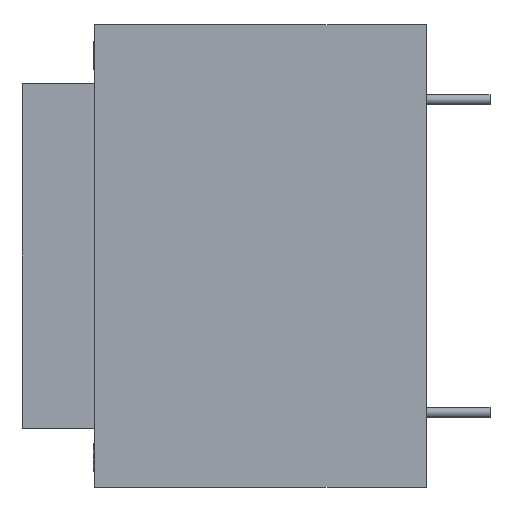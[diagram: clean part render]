
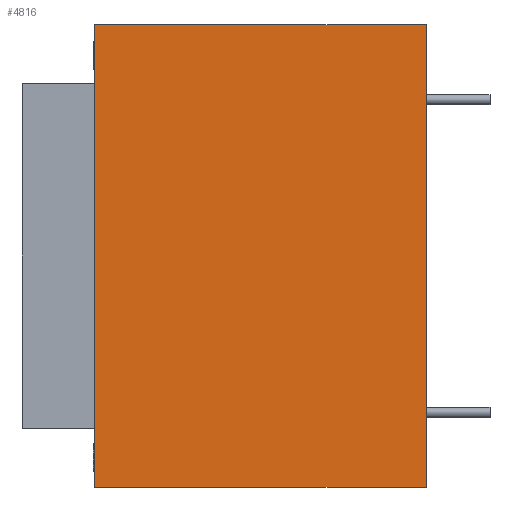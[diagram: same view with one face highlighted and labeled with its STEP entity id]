
A CAD part, left-side view. The second image highlights one B-rep face of the part: STEP entity #4816.
In plain terms, the highlighted planar face has unit normal (-1, 0, 0).
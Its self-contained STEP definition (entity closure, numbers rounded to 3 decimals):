
#575 = VERTEX_POINT ( 'NONE', #1322 ) ;
#727 = ORIENTED_EDGE ( 'NONE', *, *, #7721, .T. ) ;
#778 = EDGE_CURVE ( 'Defeature ausgef�hrt1_20+Defeature ausgef�hrt1_182+Defeature ausgef�hrt1_21+Defeature ausgef�hrt1_23', #7088, #1902, #2867, .T. ) ;
#780 = VERTEX_POINT ( 'NONE', #1648 ) ;
#802 = LINE ( 'NONE', #4701, #4226 ) ;
#1084 = CARTESIAN_POINT ( 'NONE',  ( -22., -17.65, -18.499 ) ) ;
#1237 = DIRECTION ( 'NONE',  ( 0., 0., -1. ) ) ;
#1322 = CARTESIAN_POINT ( 'NONE',  ( -22., -17.65, -18.499 ) ) ;
#1477 = DIRECTION ( 'NONE',  ( 0., -1., 0. ) ) ;
#1648 = CARTESIAN_POINT ( 'NONE',  ( -22., -17.65, 18.501 ) ) ;
#1780 = DIRECTION ( 'NONE',  ( 1., 0., 0. ) ) ;
#1902 = VERTEX_POINT ( 'NONE', #7607 ) ;
#2166 = EDGE_LOOP ( 'NONE', ( #5195, #727, #7531, #2864 ) ) ;
#2200 = VECTOR ( 'NONE', #7395, 1000. ) ;
#2864 = ORIENTED_EDGE ( 'NONE', *, *, #3321, .F. ) ;
#2867 = LINE ( 'NONE', #7316, #2200 ) ;
#3098 = LINE ( 'NONE', #1084, #3693 ) ;
#3321 = EDGE_CURVE ( 'Defeature ausgef�hrt1_21+Defeature ausgef�hrt1_20+Defeature ausgef�hrt1_182+Defeature ausgef�hrt1_19', #7088, #780, #7930, .T. ) ;
#3693 = VECTOR ( 'NONE', #6325, 1000. ) ;
#3751 = PLANE ( 'NONE',  #6880 ) ;
#4117 = DIRECTION ( 'NONE',  ( 0., -1., 0. ) ) ;
#4226 = VECTOR ( 'NONE', #1477, 1000. ) ;
#4701 = CARTESIAN_POINT ( 'NONE',  ( -22., 14.65, -18.499 ) ) ;
#4816 = ADVANCED_FACE ( 'Defeature ausgef�hrt1_20', ( #7441 ), #3751, .F. ) ;
#4867 = VECTOR ( 'NONE', #4117, 1000. ) ;
#5195 = ORIENTED_EDGE ( 'NONE', *, *, #778, .T. ) ;
#5811 = CARTESIAN_POINT ( 'NONE',  ( -22., 8.85, 18.501 ) ) ;
#6052 = CARTESIAN_POINT ( 'NONE',  ( -22., 14.65, 18.501 ) ) ;
#6325 = DIRECTION ( 'NONE',  ( 0., 0., 1. ) ) ;
#6880 = AXIS2_PLACEMENT_3D ( 'NONE', #7522, #1780, #1237 ) ;
#7088 = VERTEX_POINT ( 'NONE', #5811 ) ;
#7316 = CARTESIAN_POINT ( 'NONE',  ( -22., 8.85, -9.299 ) ) ;
#7395 = DIRECTION ( 'NONE',  ( 0., 0., -1. ) ) ;
#7441 = FACE_OUTER_BOUND ( 'NONE', #2166, .T. ) ;
#7522 = CARTESIAN_POINT ( 'NONE',  ( -22., 14.65, -18.499 ) ) ;
#7531 = ORIENTED_EDGE ( 'NONE', *, *, #8284, .T. ) ;
#7607 = CARTESIAN_POINT ( 'NONE',  ( -22., 8.85, -18.499 ) ) ;
#7721 = EDGE_CURVE ( 'Defeature ausgef�hrt1_20+Defeature ausgef�hrt1_23+Defeature ausgef�hrt1_182+Defeature ausgef�hrt1_19', #1902, #575, #802, .T. ) ;
#7930 = LINE ( 'NONE', #6052, #4867 ) ;
#8284 = EDGE_CURVE ( 'Defeature ausgef�hrt1_20+Defeature ausgef�hrt1_19+Defeature ausgef�hrt1_23+Defeature ausgef�hrt1_21', #575, #780, #3098, .T. ) ;
